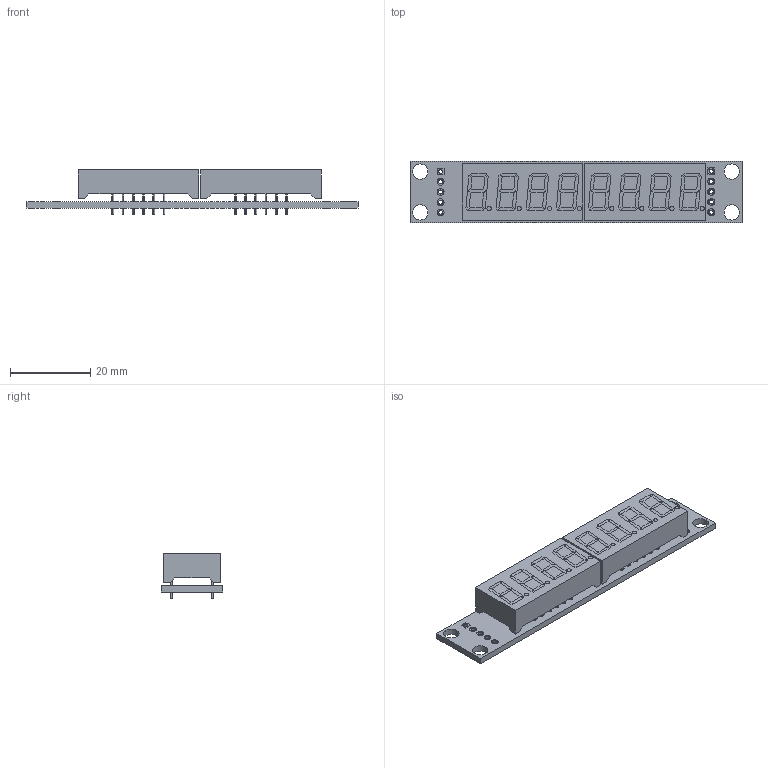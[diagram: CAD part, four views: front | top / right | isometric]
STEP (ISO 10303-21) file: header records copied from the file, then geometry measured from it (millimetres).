
FILE_DESCRIPTION(('KiCad electronic assembly'),'2;1');
FILE_NAME('race_computer_proto.step','2025-07-21T21:57:18',('Pcbnew'),( 'Kicad'),'Open CASCADE STEP processor 7.6','KiCad to STEP converter' ,'Unknown');
FILE_SCHEMA(('AUTOMOTIVE_DESIGN { 1 0 10303 214 1 1 1 1 }'));
Length unit declared in the file: millimetre
Products named in the file (160): race_computer_proto 1; NFD-3641AH-11--3DModel-STEP-455599; Cut; _autosave-race_computer_proto_pad_1; _autosave-race_computer_proto_pad_2; _autosave-race_computer_proto_pad_3; _autosave-race_computer_proto_pad_4; _autosave-race_computer_proto_pad_5; _autosave-race_computer_proto_pad_6; _autosave-race_computer_proto_pad_7; _autosave-race_computer_proto_pad_8; _autosave-race_computer_proto_pad_9; _autosave-race_computer_proto_pad_10; _autosave-race_computer_proto_pad_11; _autosave-race_computer_proto_pad_12; _autosave-race_computer_proto_pad_13; _autosave-race_computer_proto_pad_14; _autosave-race_computer_proto_pad_15; _autosave-race_computer_proto_pad_16; _autosave-race_computer_proto_pad_17; _autosave-race_computer_proto_pad_18; _autosave-race_computer_proto_pad_19; _autosave-race_computer_proto_pad_20; _autosave-race_computer_proto_pad_21; _autosave-race_computer_proto_pad_22; _autosave-race_computer_proto_pad_23; _autosave-race_computer_proto_pad_24; _autosave-race_computer_proto_pad_25; _autosave-race_computer_proto_pad_26; _autosave-race_computer_proto_pad_27; _autosave-race_computer_proto_pad_28; _autosave-race_computer_proto_pad_29; _autosave-race_computer_proto_pad_30; _autosave-race_computer_proto_pad_31; _autosave-race_computer_proto_pad_32; _autosave-race_computer_proto_pad_33; _autosave-race_computer_proto_pad_34; _autosave-race_computer_proto_pad_35; _autosave-race_computer_proto_pad_36; _autosave-race_computer_proto_pad_37 ...
Assembly tree (160 placements, depth 3):
  race_computer_proto 1
    NFD-3641AH-11--3DModel-STEP-455599  x2
      Cut
    _autosave-race_computer_proto_pad_1
    _autosave-race_computer_proto_pad_2
    _autosave-race_computer_proto_pad_3
    _autosave-race_computer_proto_pad_4
    _autosave-race_computer_proto_pad_5
    _autosave-race_computer_proto_pad_6
    _autosave-race_computer_proto_pad_7
    _autosave-race_computer_proto_pad_8
    _autosave-race_computer_proto_pad_9
    _autosave-race_computer_proto_pad_10
    _autosave-race_computer_proto_pad_11
    _autosave-race_computer_proto_pad_12
    _autosave-race_computer_proto_pad_13
    _autosave-race_computer_proto_pad_14
    _autosave-race_computer_proto_pad_15
    _autosave-race_computer_proto_pad_16
    _autosave-race_computer_proto_pad_17
    _autosave-race_computer_proto_pad_18
    _autosave-race_computer_proto_pad_19
    _autosave-race_computer_proto_pad_20
    _autosave-race_computer_proto_pad_21
    _autosave-race_computer_proto_pad_22
    _autosave-race_computer_proto_pad_23
    _autosave-race_computer_proto_pad_24
    _autosave-race_computer_proto_pad_25
    _autosave-race_computer_proto_pad_26
    _autosave-race_computer_proto_pad_27
    _autosave-race_computer_proto_pad_28
    _autosave-race_computer_proto_pad_29
    _autosave-race_computer_proto_pad_30
    _autosave-race_computer_proto_pad_31
    _autosave-race_computer_proto_pad_32
    _autosave-race_computer_proto_pad_33
    _autosave-race_computer_proto_pad_34
    _autosave-race_computer_proto_pad_35
    _autosave-race_computer_proto_pad_36
    _autosave-race_computer_proto_pad_37
    _autosave-race_computer_proto_pad_38
    _autosave-race_computer_proto_pad_39
    _autosave-race_computer_proto_pad_40
    _autosave-race_computer_proto_pad_41
    _autosave-race_computer_proto_pad_42
    _autosave-race_computer_proto_pad_43
    _autosave-race_computer_proto_pad_44
    _autosave-race_computer_proto_pad_45
    _autosave-race_computer_proto_pad_46
    _autosave-race_computer_proto_pad_47
    _autosave-race_computer_proto_pad_48
    _autosave-race_computer_proto_pad_49
    _autosave-race_computer_proto_pad_50
    _autosave-race_computer_proto_pad_51
    _autosave-race_computer_proto_pad_52
    _autosave-race_computer_proto_pad_53
    _autosave-race_computer_proto_pad_54
    _autosave-race_computer_proto_pad_55
    _autosave-race_computer_proto_pad_56
    _autosave-race_computer_proto_pad_57
Bounding box: 82.55 x 15.24 x 11.01 mm (x, y, z)
Volume: 7025.3 mm3; surface area: 6938 mm2
Topology: 247 solids, 247 shells, 3160 faces, 7806 edges, 5204 vertices
Faces by surface type: plane 2730, cylinder 430
Full cylindrical faces by diameter (mm): 0.6 x72, 0.65 x48, 0.95 x30, 1 x15, 1.158 x44, 1.7 x2, 3.81 x4
Entity records: 86325 total; most frequent: CARTESIAN_POINT 13905, ORIENTED_EDGE 13308, DIRECTION 13064, EDGE_CURVE 6654, LINE 5874, VECTOR 5874, VERTEX_POINT 4436, AXIS2_PLACEMENT_3D 3595
